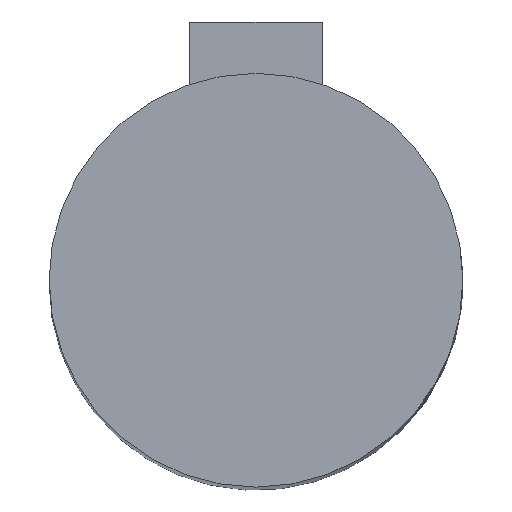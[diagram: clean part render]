
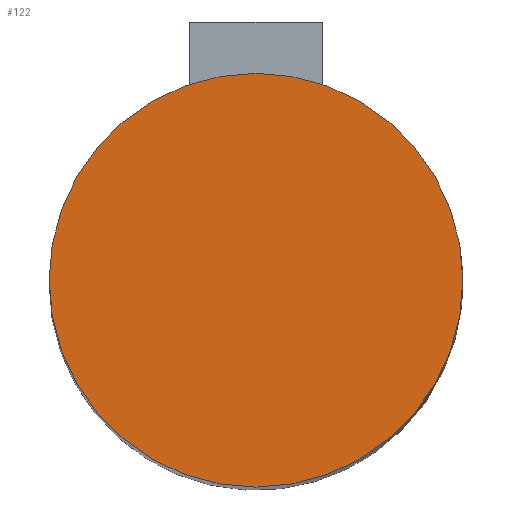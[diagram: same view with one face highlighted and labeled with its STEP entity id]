
A CAD part, top view. The second image highlights one B-rep face of the part: STEP entity #122.
In plain terms, the highlighted planar face has unit normal (0, 0, 1).
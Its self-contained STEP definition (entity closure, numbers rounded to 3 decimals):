
#17=CIRCLE('',#144,12.5);
#25=FACE_OUTER_BOUND('',#32,.T.);
#32=EDGE_LOOP('',(#105));
#64=VERTEX_POINT('',#209);
#77=EDGE_CURVE('',#64,#64,#17,.T.);
#105=ORIENTED_EDGE('',*,*,#77,.T.);
#115=PLANE('',#147);
#122=ADVANCED_FACE('',(#25),#115,.T.);
#144=AXIS2_PLACEMENT_3D('',#210,#173,#174);
#147=AXIS2_PLACEMENT_3D('',#215,#180,#181);
#173=DIRECTION('center_axis',(0.,0.,1.));
#174=DIRECTION('ref_axis',(1.,0.,0.));
#180=DIRECTION('center_axis',(0.,0.,1.));
#181=DIRECTION('ref_axis',(1.,0.,0.));
#209=CARTESIAN_POINT('',(-12.5,0.,110.));
#210=CARTESIAN_POINT('Origin',(0.,0.,110.));
#215=CARTESIAN_POINT('Origin',(0.,0.,110.));
